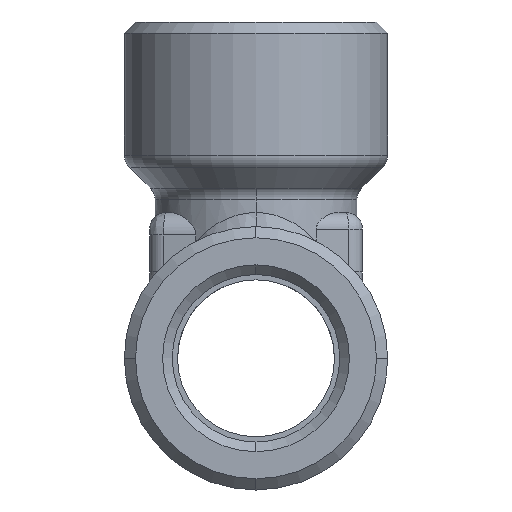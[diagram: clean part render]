
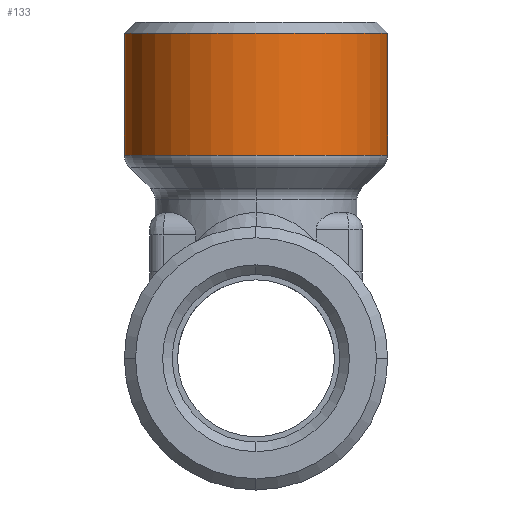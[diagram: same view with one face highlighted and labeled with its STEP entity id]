
A CAD part, left-side view. The second image highlights one B-rep face of the part: STEP entity #133.
In plain terms, the highlighted cylindrical face has radius 11.75 mm (diameter 23.5 mm), a partial arc.
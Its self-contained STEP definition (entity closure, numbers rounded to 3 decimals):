
#133=ADVANCED_FACE('',(#386),#387,.T.);
#386=FACE_OUTER_BOUND('',#1371,.T.);
#387=CYLINDRICAL_SURFACE('',#1372,11.75);
#1371=EDGE_LOOP('',(#2197,#2198,#2199,#2200));
#1372=AXIS2_PLACEMENT_3D('',#2201,#2202,#2203);
#2197=ORIENTED_EDGE('',*,*,#2998,.F.);
#2198=ORIENTED_EDGE('',*,*,#2997,.T.);
#2199=ORIENTED_EDGE('',*,*,#2999,.T.);
#2200=ORIENTED_EDGE('',*,*,#3000,.T.);
#2201=CARTESIAN_POINT('',(0.0,0.0,32.338));
#2202=DIRECTION('',(-0.0,0.0,1.0));
#2203=DIRECTION('',(0.0,-1.0,0.0));
#2997=EDGE_CURVE('',#3550,#3552,#3554,.T.);
#2998=EDGE_CURVE('',#3550,#3555,#3556,.T.);
#2999=EDGE_CURVE('',#3552,#3557,#3558,.T.);
#3000=EDGE_CURVE('',#3557,#3555,#3559,.T.);
#3550=VERTEX_POINT('',#4885);
#3552=VERTEX_POINT('',#4887);
#3554=CIRCLE('',#4889,11.75);
#3555=VERTEX_POINT('',#4890);
#3556=LINE('',#4891,#4892);
#3557=VERTEX_POINT('',#4893);
#3558=LINE('',#4894,#4895);
#3559=CIRCLE('',#4896,11.75);
#4885=CARTESIAN_POINT('',(0.0,11.75,18.121));
#4887=CARTESIAN_POINT('',(0.0,-11.75,18.121));
#4889=AXIS2_PLACEMENT_3D('',#5541,#5542,#5543);
#4890=CARTESIAN_POINT('',(0.0,11.75,29.));
#4891=CARTESIAN_POINT('',(0.0,11.75,18.121));
#4892=VECTOR('',#5544,10.879);
#4893=CARTESIAN_POINT('',(0.0,-11.75,29.));
#4894=CARTESIAN_POINT('',(0.0,-11.75,18.121));
#4895=VECTOR('',#5545,10.879);
#4896=AXIS2_PLACEMENT_3D('',#5546,#5547,#5548);
#5541=CARTESIAN_POINT('',(0.0,0.0,18.121));
#5542=DIRECTION('',(0.0,-0.0,1.0));
#5543=DIRECTION('',(0.0,1.0,0.0));
#5544=DIRECTION('',(0.,0.,1.));
#5545=DIRECTION('',(0.,0.,1.));
#5546=CARTESIAN_POINT('',(0.0,0.0,29.));
#5547=DIRECTION('',(0.0,0.0,-1.0));
#5548=DIRECTION('',(0.0,-1.0,0.0));
